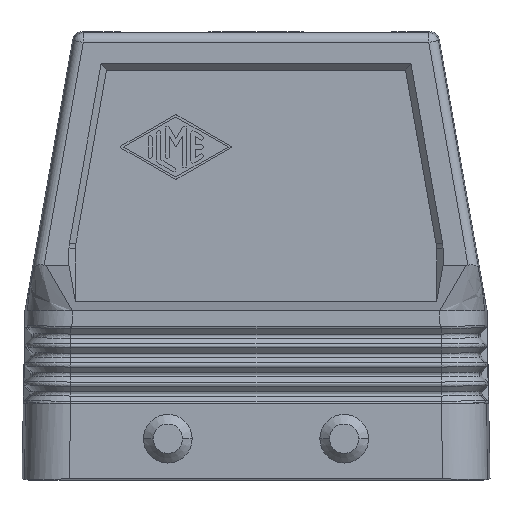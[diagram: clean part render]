
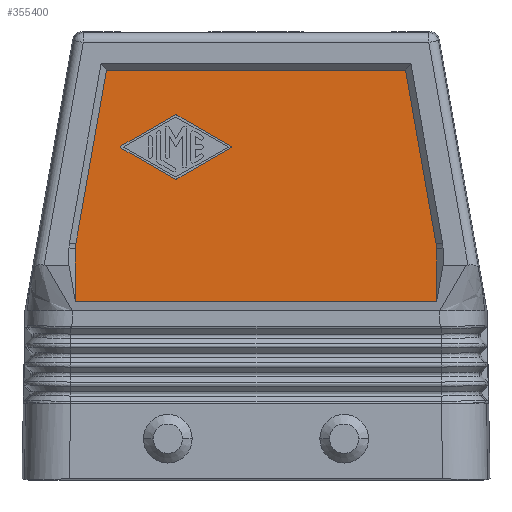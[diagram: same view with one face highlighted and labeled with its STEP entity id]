
A CAD part, left-side view. The second image highlights one B-rep face of the part: STEP entity #355400.
In plain terms, the highlighted planar face has unit normal (-1, 0, 0).
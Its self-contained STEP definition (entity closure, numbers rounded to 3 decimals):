
#179410=CARTESIAN_POINT('',(74.12,-0.695,
36.859));
#179420=VERTEX_POINT('',#179410);
#179600=CARTESIAN_POINT('',(74.12,-0.759,
36.123));
#179610=VERTEX_POINT('',#179600);
#179640=CARTESIAN_POINT('',(74.12,7.729,
35.752));
#179650=DIRECTION('',(1.,0.,0.));
#179660=DIRECTION('',(0.,0.996,-0.087));
#179670=AXIS2_PLACEMENT_3D('',#179640,#179650,#179660);
#179680=ELLIPSE('',#179670,8.504,6.002);
#179690=EDGE_CURVE('',#179420,#179610,#179680,.T.);
#202370=CARTESIAN_POINT('',(74.12,-0.759,
27.871));
#202380=VERTEX_POINT('',#202370);
#202410=CARTESIAN_POINT('',(74.12,-0.759,
34.229));
#202420=DIRECTION('',(0.,0.,1.));
#202430=VECTOR('',#202420,1.);
#202440=LINE('',#202410,#202430);
#202450=EDGE_CURVE('',#202380,#179610,#202440,.T.);
#258440=CARTESIAN_POINT('',(74.12,-1.158,
34.229));
#258450=DIRECTION('',(0.,0.174,0.985));
#258460=VECTOR('',#258450,1.);
#258470=LINE('',#258440,#258460);
#258480=CARTESIAN_POINT('',(74.12,4.087,
64.));
#258490=VERTEX_POINT('',#258480);
#258500=EDGE_CURVE('',#179420,#258490,#258470,.T.);
#273870=CARTESIAN_POINT('',(74.12,55.579,
36.129));
#273880=VERTEX_POINT('',#273870);
#274060=CARTESIAN_POINT('',(74.12,55.515,
36.865));
#274070=VERTEX_POINT('',#274060);
#274100=CARTESIAN_POINT('',(74.12,47.091,
35.758));
#274110=DIRECTION('',(1.,0.,0.));
#274120=DIRECTION('',(0.,0.996,0.087));
#274130=AXIS2_PLACEMENT_3D('',#274100,#274110,#274120);
#274140=ELLIPSE('',#274130,8.504,6.002);
#274150=EDGE_CURVE('',#273880,#274070,#274140,.T.);
#353280=CARTESIAN_POINT('',(74.12,25.163,
64.));
#353290=DIRECTION('',(0.,1.,0.));
#353300=VECTOR('',#353290,1.);
#353310=LINE('',#353280,#353300);
#353320=CARTESIAN_POINT('',(74.12,50.734,
64.));
#353330=VERTEX_POINT('',#353320);
#353340=EDGE_CURVE('',#258490,#353330,#353310,.T.);
#353640=CARTESIAN_POINT('',(74.12,55.979,
34.229));
#353650=DIRECTION('',(0.,-0.174,0.985));
#353660=VECTOR('',#353650,1.);
#353670=LINE('',#353640,#353660);
#353680=EDGE_CURVE('',#274070,#353330,#353670,.T.);
#354170=CARTESIAN_POINT('',(74.12,55.579,
34.229));
#354180=DIRECTION('',(0.,0.,1.));
#354190=VECTOR('',#354180,1.);
#354200=LINE('',#354170,#354190);
#354210=CARTESIAN_POINT('',(74.12,55.579,
27.871));
#354220=VERTEX_POINT('',#354210);
#354230=EDGE_CURVE('',#354220,#273880,#354200,.T.);
#354500=CARTESIAN_POINT('',(74.12,54.827,
50.993));
#354510=DIRECTION('',(1.,0.,0.));
#354520=DIRECTION('',(0.,1.,0.));
#354530=AXIS2_PLACEMENT_3D('',#354500,#354510,#354520);
#354540=PLANE('',#354530);
#354550=ORIENTED_EDGE('',*,*,#354230,.F.);
#354560=ORIENTED_EDGE('',*,*,#274150,.F.);
#354570=ORIENTED_EDGE('',*,*,#353680,.F.);
#354580=ORIENTED_EDGE('',*,*,#353340,.T.);
#354590=ORIENTED_EDGE('',*,*,#258500,.T.);
#354600=ORIENTED_EDGE('',*,*,#179690,.F.);
#354610=ORIENTED_EDGE('',*,*,#202450,.T.);
#354620=CARTESIAN_POINT('',(74.12,25.163,
27.871));
#354630=DIRECTION('',(0.,1.,0.));
#354640=VECTOR('',#354630,1.);
#354650=LINE('',#354620,#354640);
#354660=EDGE_CURVE('',#202380,#354220,#354650,.T.);
#354670=ORIENTED_EDGE('',*,*,#354660,.F.);
#354680=EDGE_LOOP('',(#354670,#354610,#354600,#354590,#354580,#354570,
#354560,#354550));
#354690=FACE_OUTER_BOUND('',#354680,.T.);
#354700=CARTESIAN_POINT('',(74.12,25.163,
65.477));
#354710=DIRECTION('',(0.,0.868,-0.496));
#354720=VECTOR('',#354710,1.);
#354730=LINE('',#354700,#354720);
#354740=CARTESIAN_POINT('',(74.12,40.071,
56.956));
#354750=VERTEX_POINT('',#354740);
#354760=CARTESIAN_POINT('',(74.12,48.487,
52.145));
#354770=VERTEX_POINT('',#354760);
#354780=EDGE_CURVE('',#354750,#354770,#354730,.T.);
#354790=ORIENTED_EDGE('',*,*,#354780,.F.);
#354800=CARTESIAN_POINT('',(74.12,48.405,52.));
#354810=DIRECTION('',(-1.,0.,0.));
#354820=DIRECTION('',(0.,-1.,0.));
#354830=AXIS2_PLACEMENT_3D('',#354800,#354810,#354820);
#354840=CIRCLE('',#354830,0.167);
#354850=CARTESIAN_POINT('',(74.12,48.487,
51.855));
#354860=VERTEX_POINT('',#354850);
#354870=EDGE_CURVE('',#354770,#354860,#354840,.T.);
#354880=ORIENTED_EDGE('',*,*,#354870,.F.);
#354890=CARTESIAN_POINT('',(74.12,25.163,
38.523));
#354900=DIRECTION('',(0.,-0.868,-0.496));
#354910=VECTOR('',#354900,1.);
#354920=LINE('',#354890,#354910);
#354930=CARTESIAN_POINT('',(74.12,40.071,
47.044));
#354940=VERTEX_POINT('',#354930);
#354950=EDGE_CURVE('',#354860,#354940,#354920,.T.);
#354960=ORIENTED_EDGE('',*,*,#354950,.F.);
#354970=CARTESIAN_POINT('',(74.12,39.906,47.334));
#354980=DIRECTION('',(-1.,0.,0.));
#354990=DIRECTION('',(0.,-1.,0.));
#355000=AXIS2_PLACEMENT_3D('',#354970,#354980,#354990);
#355010=CIRCLE('',#355000,0.333);
#355020=CARTESIAN_POINT('',(74.12,39.74,
47.044));
#355030=VERTEX_POINT('',#355020);
#355040=EDGE_CURVE('',#354940,#355030,#355010,.T.);
#355050=ORIENTED_EDGE('',*,*,#355040,.F.);
#355060=CARTESIAN_POINT('',(74.12,25.163,
55.377));
#355070=DIRECTION('',(0.,-0.868,0.496));
#355080=VECTOR('',#355070,1.);
#355090=LINE('',#355060,#355080);
#355100=CARTESIAN_POINT('',(74.12,31.324,
51.855));
#355110=VERTEX_POINT('',#355100);
#355120=EDGE_CURVE('',#355030,#355110,#355090,.T.);
#355130=ORIENTED_EDGE('',*,*,#355120,.F.);
#355140=CARTESIAN_POINT('',(74.12,31.407,52.));
#355150=DIRECTION('',(-1.,0.,0.));
#355160=DIRECTION('',(0.,-1.,0.));
#355170=AXIS2_PLACEMENT_3D('',#355140,#355150,#355160);
#355180=CIRCLE('',#355170,0.167);
#355190=CARTESIAN_POINT('',(74.12,31.324,
52.145));
#355200=VERTEX_POINT('',#355190);
#355210=EDGE_CURVE('',#355110,#355200,#355180,.T.);
#355220=ORIENTED_EDGE('',*,*,#355210,.F.);
#355230=CARTESIAN_POINT('',(74.12,25.163,
48.623));
#355240=DIRECTION('',(0.,0.868,0.496));
#355250=VECTOR('',#355240,1.);
#355260=LINE('',#355230,#355250);
#355270=CARTESIAN_POINT('',(74.12,39.74,
56.956));
#355280=VERTEX_POINT('',#355270);
#355290=EDGE_CURVE('',#355200,#355280,#355260,.T.);
#355300=ORIENTED_EDGE('',*,*,#355290,.F.);
#355310=CARTESIAN_POINT('',(74.12,39.906,56.666));
#355320=DIRECTION('',(-1.,0.,0.));
#355330=DIRECTION('',(0.,-1.,0.));
#355340=AXIS2_PLACEMENT_3D('',#355310,#355320,#355330);
#355350=CIRCLE('',#355340,0.333);
#355360=EDGE_CURVE('',#355280,#354750,#355350,.T.);
#355370=ORIENTED_EDGE('',*,*,#355360,.F.);
#355380=EDGE_LOOP('',(#355370,#355300,#355220,#355130,#355050,#354960,
#354880,#354790));
#355390=FACE_BOUND('',#355380,.T.);
#355400=ADVANCED_FACE('',(#354690,#355390),#354540,.F.);
